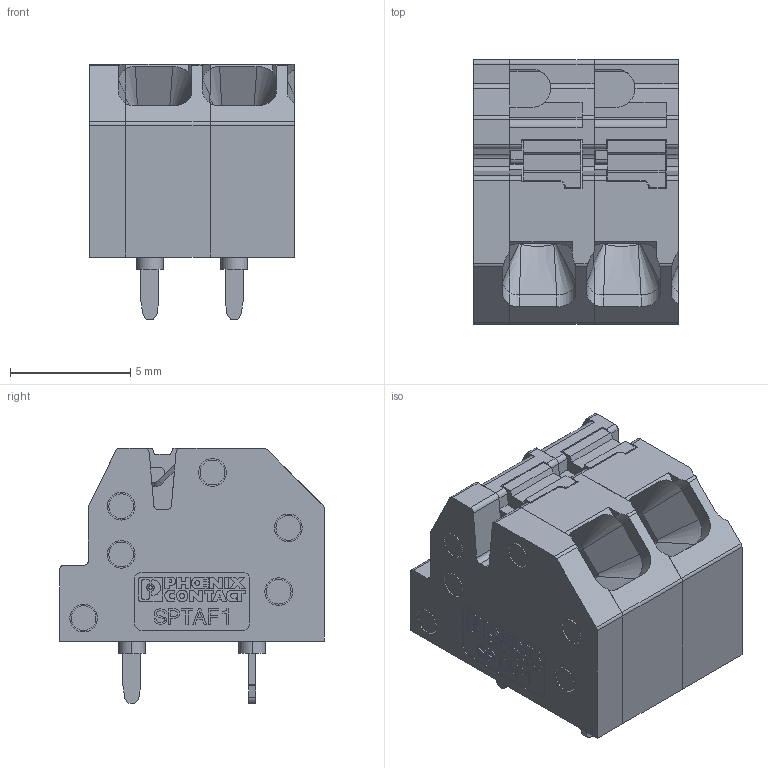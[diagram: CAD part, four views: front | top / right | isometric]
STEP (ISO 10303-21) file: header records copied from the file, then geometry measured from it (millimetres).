
FILE_DESCRIPTION(('Creo Elements/Direct Modeling STEP Export'),'2;1');
FILE_NAME('model.stp','2018-09-26T10:40:44',(''),(''),'Creo Elements/Direct Modeling STEP processor for AP214 (Solid Model)','Creo Elements/Direct Modeling 18.1I 14-Aug-2016 (C) Parametric Technology GmbH','');
FILE_SCHEMA(('AUTOMOTIVE_DESIGN { 1 0 10303 214 1 1 1 1 }'));
Length unit declared in the file: millimetre
Products named in the file (4): SPTAF_1-3.5_housing; SPTAF-0-DKL.1; Bohrloch; SPTAF_1_3.5_IL
Assembly tree (7 placements, depth 2):
  SPTAF_1_3.5_IL
    Bohrloch  x4
    SPTAF_1-3.5_housing  x2
    SPTAF-0-DKL.1
Bounding box: 8.5 x 11 x 10.6 mm (x, y, z)
Volume: 560.3 mm3; surface area: 1112.5 mm2
Topology: 7 solids, 7 shells, 846 faces, 2269 edges, 1479 vertices
Faces by surface type: plane 544, cylinder 204, extrusion 33, torus 28, sphere 17, bspline 16, cone 4
Entity records: 25374 total; most frequent: CARTESIAN_POINT 5325, ORIENTED_EDGE 3290, DIRECTION 2849, EDGE_CURVE 1645, VECTOR 1277, LINE 1244, VERTEX_POINT 1083, AXIS2_PLACEMENT_3D 786
